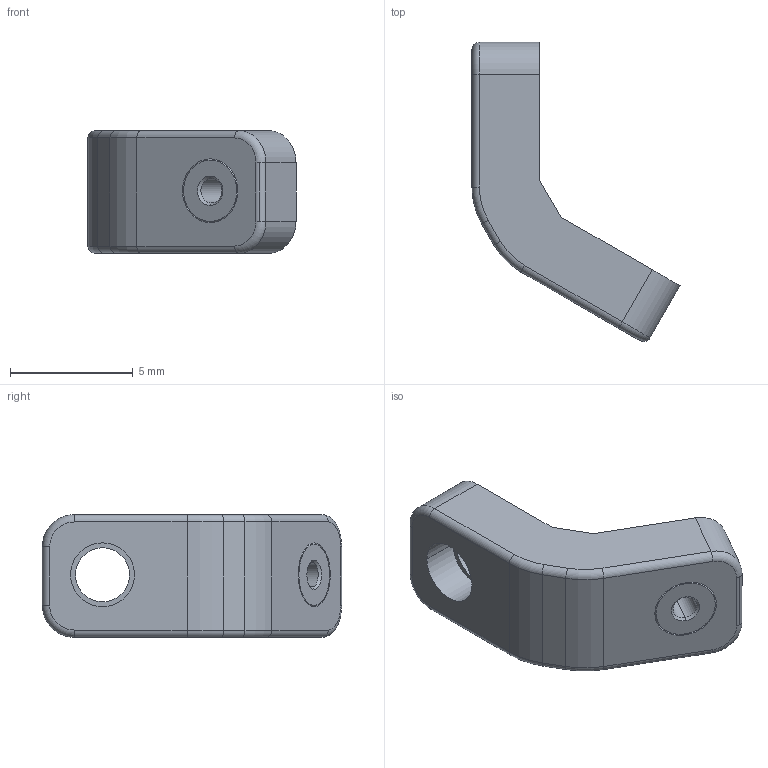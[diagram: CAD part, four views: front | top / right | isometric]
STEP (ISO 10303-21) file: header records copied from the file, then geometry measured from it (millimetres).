
FILE_DESCRIPTION (( 'STEP AP214' ), '1' );
FILE_NAME ('DRJ-0008.step', '2015-02-11T17:11:54', ( 'Alexandre' ), ( '' ), 'SwSTEP 2.0', 'SolidWorks 2015', '' );
FILE_SCHEMA (( 'AUTOMOTIVE_DESIGN' ));
Length unit declared in the file: millimetre
Products named in the file (1): DRJ-0008
Bounding box: 8.48 x 12.19 x 5 mm (x, y, z)
Surface area: 281.9 mm2 (no closed solid volume)
Topology: 0 solids, 2 shells, 52 faces, 123 edges, 76 vertices
Faces by surface type: cylinder 25, plane 13, torus 8, cone 6
Entity records: 2229 total; most frequent: CARTESIAN_POINT 386, DIRECTION 289, ORIENTED_EDGE 238, EDGE_CURVE 123, AXIS2_PLACEMENT_3D 117, VERTEX_POINT 76, CIRCLE 64, EDGE_LOOP 59
